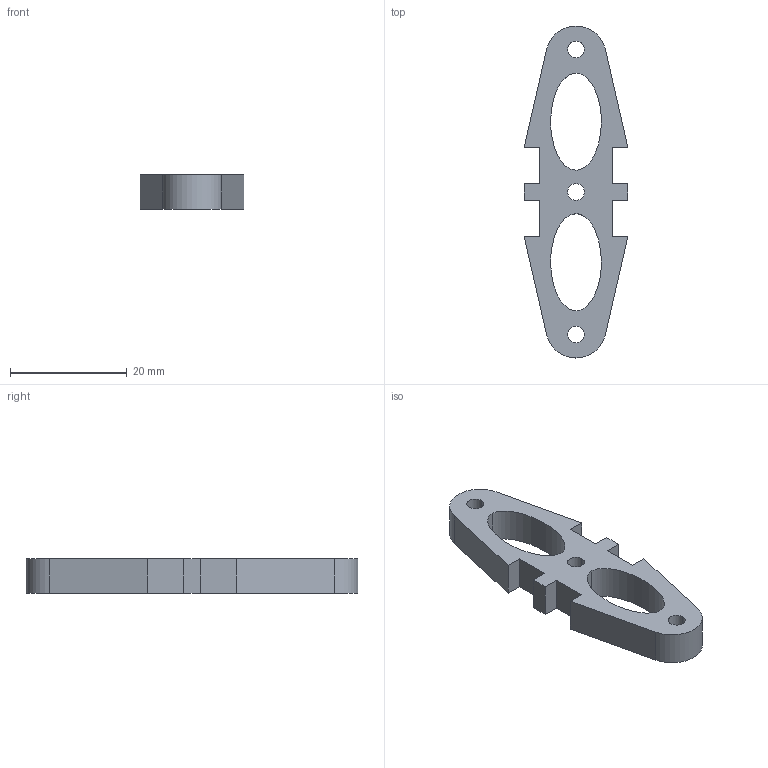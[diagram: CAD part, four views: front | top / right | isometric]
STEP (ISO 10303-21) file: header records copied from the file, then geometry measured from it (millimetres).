
FILE_DESCRIPTION (( 'STEP AP203' ), '1' );
FILE_NAME ('Thigh_bottom.STEP', '2019-05-07T04:01:51', ( '' ), ( '' ), 'SwSTEP 2.0', 'SolidWorks 2017', '' );
FILE_SCHEMA (( 'CONFIG_CONTROL_DESIGN' ));
Length unit declared in the file: millimetre
Products named in the file (1): Thigh_bottom
Bounding box: 17.8 x 56.91 x 5.85 mm (x, y, z)
Volume: 2853.2 mm3; surface area: 2483 mm2
Topology: 1 solids, 1 shells, 32 faces, 90 edges, 60 vertices
Faces by surface type: plane 20, cylinder 8, bspline 4
Entity records: 1139 total; most frequent: CARTESIAN_POINT 235, ORIENTED_EDGE 180, DIRECTION 156, EDGE_CURVE 90, LINE 66, VECTOR 66, VERTEX_POINT 60, AXIS2_PLACEMENT_3D 45
